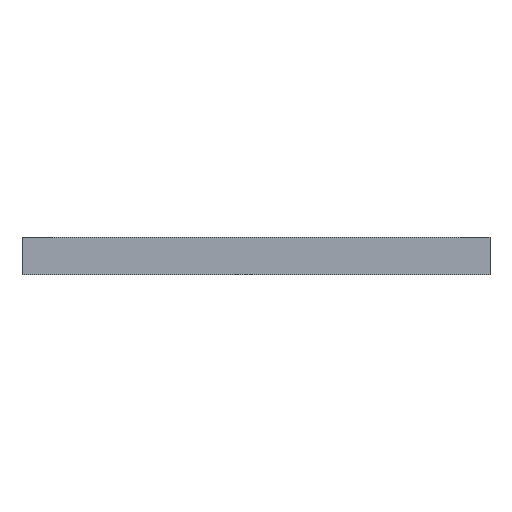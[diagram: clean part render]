
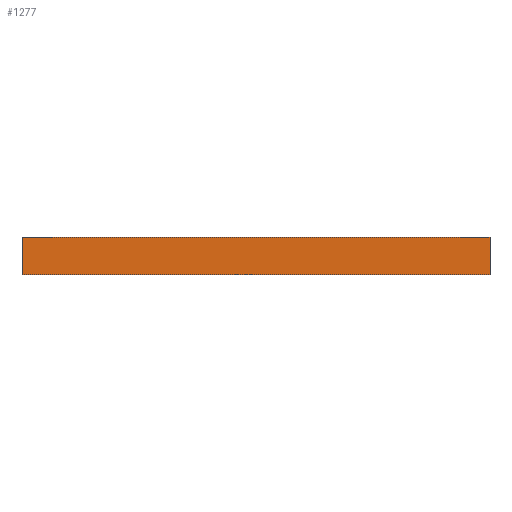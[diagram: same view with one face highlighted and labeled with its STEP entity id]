
A CAD part, left-side view. The second image highlights one B-rep face of the part: STEP entity #1277.
In plain terms, the highlighted planar face has unit normal (-1, 0, 0).
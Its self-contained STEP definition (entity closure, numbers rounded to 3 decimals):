
#51=PLANE('',#1364);
#138=FACE_OUTER_BOUND('',#219,.T.);
#219=EDGE_LOOP('',(#993,#994,#995,#996));
#439=LINE('',#4792,#478);
#443=LINE('',#4959,#482);
#445=LINE('',#4963,#484);
#446=LINE('',#4965,#485);
#478=VECTOR('',#1447,10.);
#482=VECTOR('',#1453,10.);
#484=VECTOR('',#1457,10.);
#485=VECTOR('',#1460,10.);
#551=VERTEX_POINT('',#4789);
#552=VERTEX_POINT('',#4791);
#560=VERTEX_POINT('',#4957);
#561=VERTEX_POINT('',#4961);
#703=EDGE_CURVE('',#552,#551,#439,.T.);
#714=EDGE_CURVE('',#560,#551,#443,.T.);
#716=EDGE_CURVE('',#560,#561,#445,.T.);
#717=EDGE_CURVE('',#552,#561,#446,.T.);
#993=ORIENTED_EDGE('',*,*,#703,.T.);
#994=ORIENTED_EDGE('',*,*,#714,.F.);
#995=ORIENTED_EDGE('',*,*,#716,.T.);
#996=ORIENTED_EDGE('',*,*,#717,.F.);
#1277=ADVANCED_FACE('',(#138),#51,.F.);
#1364=AXIS2_PLACEMENT_3D('',#4966,#1461,#1462);
#1447=DIRECTION('',(0.,0.,1.));
#1453=DIRECTION('',(0.,-1.,0.));
#1457=DIRECTION('',(0.,0.,-1.));
#1460=DIRECTION('',(0.,1.,0.));
#1461=DIRECTION('center_axis',(1.,0.,0.));
#1462=DIRECTION('ref_axis',(0.,0.,-1.));
#4789=CARTESIAN_POINT('',(-172.094,-82.356,1.));
#4791=CARTESIAN_POINT('',(-172.094,-82.356,-15.));
#4792=CARTESIAN_POINT('',(-172.094,-82.356,1.));
#4957=CARTESIAN_POINT('',(-172.094,117.644,1.));
#4959=CARTESIAN_POINT('',(-172.094,-32.728,1.));
#4961=CARTESIAN_POINT('',(-172.094,117.644,-15.));
#4963=CARTESIAN_POINT('',(-172.094,117.644,1.));
#4965=CARTESIAN_POINT('',(-172.094,-32.728,-15.));
#4966=CARTESIAN_POINT('Origin',(-172.094,-83.1,1.));
